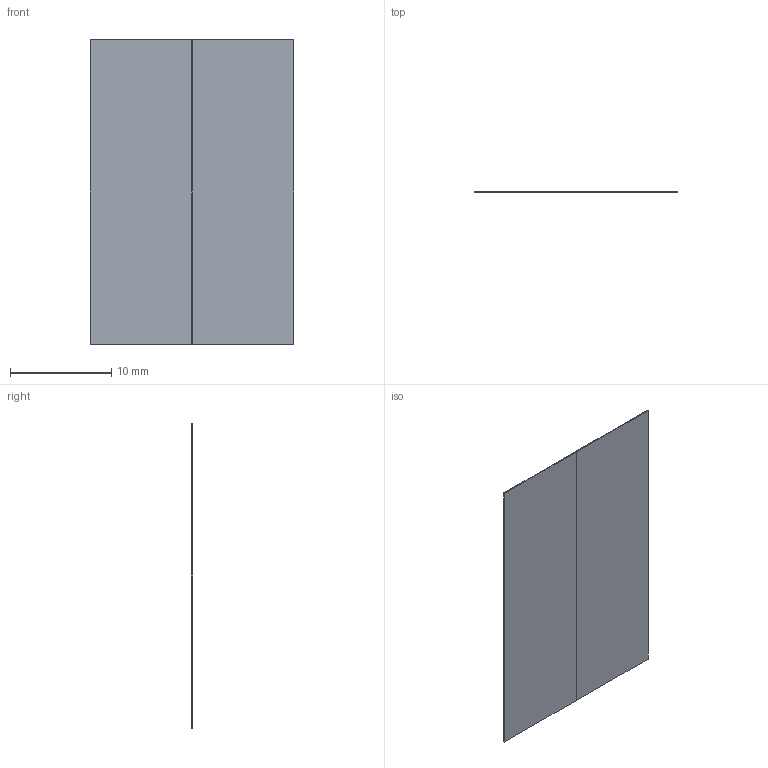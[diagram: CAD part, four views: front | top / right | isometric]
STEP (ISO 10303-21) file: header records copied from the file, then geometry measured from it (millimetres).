
FILE_DESCRIPTION(/* description */ ('STEP AP214'),/* implementation_level */ '2;1');
FILE_NAME(/* name */ '613bb1378124c728ac2afcd2',/* time_stamp */ '2021-09-10T19:25:44+00:00',/* author */ (''),/* organization */ (''),/* preprocessor_version */ 'ST-DEVELOPER v18.1',/* originating_system */ ' ',/* authorisation */ ' ');
FILE_SCHEMA (('AUTOMOTIVE_DESIGN {1 0 10303 214 3 1 1}'));
Length unit declared in the file: metre
Products named in the file (4): Surface 2; Surface 1; Part 2; Part 1
Bounding box: 20.03 x 0.1 x 30 mm (x, y, z)
Volume: 60 mm3; surface area: 1816 mm2
Topology: 2 solids, 4 shells, 14 faces, 32 edges, 24 vertices
Faces by surface type: plane 14
Entity records: 504 total; most frequent: CARTESIAN_POINT 74, DIRECTION 68, ORIENTED_EDGE 56, EDGE_CURVE 32, LINE 32, VECTOR 32, VERTEX_POINT 24, AXIS2_PLACEMENT_3D 18
